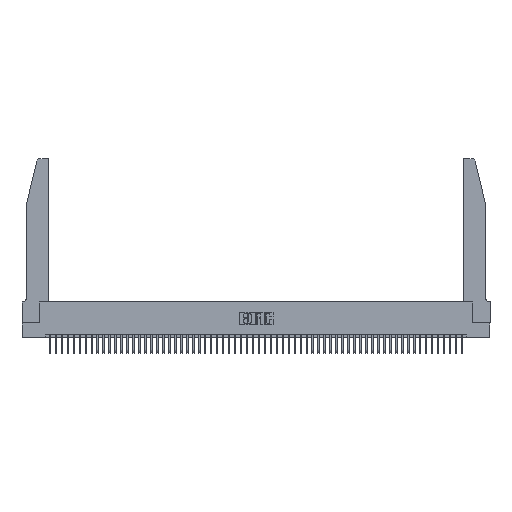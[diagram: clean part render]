
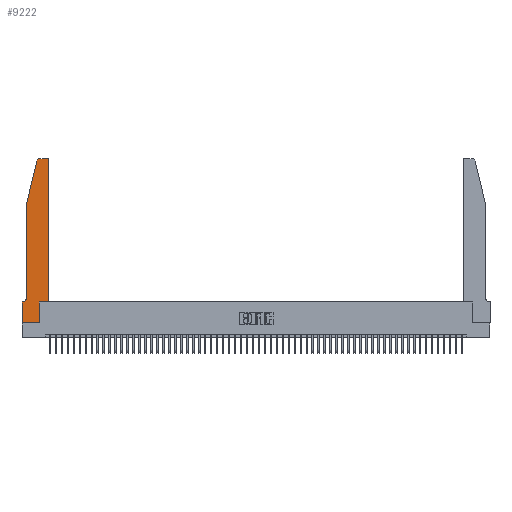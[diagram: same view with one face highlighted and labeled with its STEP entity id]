
A CAD part, top view. The second image highlights one B-rep face of the part: STEP entity #9222.
In plain terms, the highlighted planar face has unit normal (0, 0, 1).
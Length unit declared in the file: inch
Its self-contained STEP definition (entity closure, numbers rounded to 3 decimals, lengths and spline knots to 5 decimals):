
#239 = CARTESIAN_POINT ( 'NONE',  ( 0.0755, 0.35, 0.37 ) ) ;
#979 = DIRECTION ( 'NONE',  ( -0.239, -0.971, 0. ) ) ;
#1160 = CARTESIAN_POINT ( 'NONE',  ( 0.4505, 0.35, 0.37 ) ) ;
#1556 = EDGE_CURVE ( 'NONE', #8578, #33917, #39631, .T. ) ;
#1903 = ORIENTED_EDGE ( 'NONE', *, *, #24796, .T. ) ;
#2526 = DIRECTION ( 'NONE',  ( 1., 0., 0. ) ) ;
#3192 = CIRCLE ( 'NONE', #17944, 0.03 ) ;
#3476 = LINE ( 'NONE', #1160, #33984 ) ;
#4413 = DIRECTION ( 'NONE',  ( -1., 0., 0. ) ) ;
#4771 = LINE ( 'NONE', #9144, #15783 ) ;
#6110 = AXIS2_PLACEMENT_3D ( 'NONE', #13434, #42437, #17592 ) ;
#6901 = LINE ( 'NONE', #34041, #37400 ) ;
#7456 = VERTEX_POINT ( 'NONE', #8548 ) ;
#8016 = CARTESIAN_POINT ( 'NONE',  ( 0.284, 2.72, 0.37 ) ) ;
#8051 = VERTEX_POINT ( 'NONE', #49820 ) ;
#8384 = ORIENTED_EDGE ( 'NONE', *, *, #44335, .T. ) ;
#8548 = CARTESIAN_POINT ( 'NONE',  ( 0., 0.35, 0.37 ) ) ;
#8578 = VERTEX_POINT ( 'NONE', #46342 ) ;
#9033 = LINE ( 'NONE', #28538, #29808 ) ;
#9144 = CARTESIAN_POINT ( 'NONE',  ( 0.0755, 2., 0.37 ) ) ;
#9222 = ADVANCED_FACE ( 'NONE', ( #15080 ), #23183, .T. ) ;
#9644 = CARTESIAN_POINT ( 'NONE',  ( 0.4505, 0.35, 0.37 ) ) ;
#9790 = CARTESIAN_POINT ( 'NONE',  ( 0.2865, 0.35, 0.37 ) ) ;
#10092 = LINE ( 'NONE', #52576, #30869 ) ;
#10229 = CARTESIAN_POINT ( 'NONE',  ( 0.0055, 0.35, 0.37 ) ) ;
#12239 = DIRECTION ( 'NONE',  ( 1., 0., 0. ) ) ;
#13409 = EDGE_CURVE ( 'NONE', #50655, #8578, #32881, .T. ) ;
#13434 = CARTESIAN_POINT ( 'NONE',  ( 0.4205, 2.72, 0.37 ) ) ;
#14486 = VERTEX_POINT ( 'NONE', #43644 ) ;
#15080 = FACE_OUTER_BOUND ( 'NONE', #51038, .T. ) ;
#15783 = VECTOR ( 'NONE', #979, 39.37008 ) ;
#15994 = CARTESIAN_POINT ( 'NONE',  ( 0.0755, 2., 0.37 ) ) ;
#16684 = ORIENTED_EDGE ( 'NONE', *, *, #41494, .T. ) ;
#17592 = DIRECTION ( 'NONE',  ( 1., 0., 0. ) ) ;
#17944 = AXIS2_PLACEMENT_3D ( 'NONE', #8016, #37051, #12239 ) ;
#20025 = DIRECTION ( 'NONE',  ( 0., 0., -1. ) ) ;
#20706 = CARTESIAN_POINT ( 'NONE',  ( 0.2865, 0., 0.37 ) ) ;
#22324 = VECTOR ( 'NONE', #4413, 39.37008 ) ;
#22970 = LINE ( 'NONE', #24055, #41155 ) ;
#23183 = PLANE ( 'NONE',  #23616 ) ;
#23616 = AXIS2_PLACEMENT_3D ( 'NONE', #52183, #27350, #2526 ) ;
#24055 = CARTESIAN_POINT ( 'NONE',  ( 0., 0., 0.37 ) ) ;
#24796 = EDGE_CURVE ( 'NONE', #41558, #32651, #6901, .T. ) ;
#25349 = VERTEX_POINT ( 'NONE', #9644 ) ;
#27168 = AXIS2_PLACEMENT_3D ( 'NONE', #44881, #20025, #49038 ) ;
#27350 = DIRECTION ( 'NONE',  ( 0., 0., 1. ) ) ;
#27741 = DIRECTION ( 'NONE',  ( 1., 0., 0. ) ) ;
#28202 = DIRECTION ( 'NONE',  ( 0., -1., 0. ) ) ;
#28538 = CARTESIAN_POINT ( 'NONE',  ( 0.2605, 2.75, 0.37 ) ) ;
#28879 = ORIENTED_EDGE ( 'NONE', *, *, #37426, .T. ) ;
#29808 = VECTOR ( 'NONE', #41039, 39.37008 ) ;
#29956 = EDGE_CURVE ( 'NONE', #32011, #8051, #3192, .T. ) ;
#30357 = CARTESIAN_POINT ( 'NONE',  ( 0.284, 2.75, 0.37 ) ) ;
#30869 = VECTOR ( 'NONE', #27741, 39.37008 ) ;
#31124 = ORIENTED_EDGE ( 'NONE', *, *, #13409, .T. ) ;
#31136 = EDGE_CURVE ( 'NONE', #40454, #41558, #53654, .T. ) ;
#31577 = VECTOR ( 'NONE', #49196, 39.37008 ) ;
#31616 = VECTOR ( 'NONE', #40172, 39.37008 ) ;
#32011 = VERTEX_POINT ( 'NONE', #30357 ) ;
#32178 = CARTESIAN_POINT ( 'NONE',  ( 0.4205, 2.75, 0.37 ) ) ;
#32651 = VERTEX_POINT ( 'NONE', #9790 ) ;
#32881 = LINE ( 'NONE', #15994, #31577 ) ;
#33917 = VERTEX_POINT ( 'NONE', #10229 ) ;
#33984 = VECTOR ( 'NONE', #51001, 39.37008 ) ;
#34041 = CARTESIAN_POINT ( 'NONE',  ( 0.2865, 0.35, 0.37 ) ) ;
#36854 = VERTEX_POINT ( 'NONE', #32178 ) ;
#36897 = ORIENTED_EDGE ( 'NONE', *, *, #50333, .T. ) ;
#37051 = DIRECTION ( 'NONE',  ( 0., 0., 1. ) ) ;
#37400 = VECTOR ( 'NONE', #51035, 39.37008 ) ;
#37426 = EDGE_CURVE ( 'NONE', #32651, #25349, #10092, .T. ) ;
#39631 = CIRCLE ( 'NONE', #27168, 0.07 ) ;
#40172 = DIRECTION ( 'NONE',  ( 1., 0., 0. ) ) ;
#40454 = VERTEX_POINT ( 'NONE', #43091 ) ;
#41039 = DIRECTION ( 'NONE',  ( -1., 0., 0. ) ) ;
#41155 = VECTOR ( 'NONE', #28202, 39.37008 ) ;
#41494 = EDGE_CURVE ( 'NONE', #36854, #32011, #9033, .T. ) ;
#41558 = VERTEX_POINT ( 'NONE', #20706 ) ;
#42437 = DIRECTION ( 'NONE',  ( 0., 0., 1. ) ) ;
#43091 = CARTESIAN_POINT ( 'NONE',  ( 0., 0., 0.37 ) ) ;
#43591 = ORIENTED_EDGE ( 'NONE', *, *, #49572, .T. ) ;
#43644 = CARTESIAN_POINT ( 'NONE',  ( 0.4505, 2.72, 0.37 ) ) ;
#44335 = EDGE_CURVE ( 'NONE', #7456, #40454, #22970, .T. ) ;
#44347 = CARTESIAN_POINT ( 'NONE',  ( 0., 0., 0.37 ) ) ;
#44397 = LINE ( 'NONE', #239, #22324 ) ;
#44646 = EDGE_CURVE ( 'NONE', #8051, #50655, #4771, .T. ) ;
#44703 = EDGE_CURVE ( 'NONE', #25349, #14486, #3476, .T. ) ;
#44881 = CARTESIAN_POINT ( 'NONE',  ( 0.0055, 0.42, 0.37 ) ) ;
#45720 = ORIENTED_EDGE ( 'NONE', *, *, #29956, .T. ) ;
#46342 = CARTESIAN_POINT ( 'NONE',  ( 0.0755, 0.42, 0.37 ) ) ;
#47877 = ORIENTED_EDGE ( 'NONE', *, *, #31136, .T. ) ;
#48273 = ORIENTED_EDGE ( 'NONE', *, *, #44703, .T. ) ;
#49038 = DIRECTION ( 'NONE',  ( -1., 0., 0. ) ) ;
#49196 = DIRECTION ( 'NONE',  ( 0., -1., 0. ) ) ;
#49486 = ORIENTED_EDGE ( 'NONE', *, *, #44646, .T. ) ;
#49572 = EDGE_CURVE ( 'NONE', #33917, #7456, #44397, .T. ) ;
#49820 = CARTESIAN_POINT ( 'NONE',  ( 0.25487, 2.72718, 0.37 ) ) ;
#50213 = CIRCLE ( 'NONE', #6110, 0.03 ) ;
#50333 = EDGE_CURVE ( 'NONE', #14486, #36854, #50213, .T. ) ;
#50655 = VERTEX_POINT ( 'NONE', #52700 ) ;
#51001 = DIRECTION ( 'NONE',  ( 0., 1., 0. ) ) ;
#51035 = DIRECTION ( 'NONE',  ( 0., 1., 0. ) ) ;
#51038 = EDGE_LOOP ( 'NONE', ( #16684, #45720, #49486, #31124, #51215, #43591, #8384, #47877, #1903, #28879, #48273, #36897 ) ) ;
#51215 = ORIENTED_EDGE ( 'NONE', *, *, #1556, .T. ) ;
#52183 = CARTESIAN_POINT ( 'NONE',  ( 0., 0.35, 0.37 ) ) ;
#52576 = CARTESIAN_POINT ( 'NONE',  ( 0.4505, 0.35, 0.37 ) ) ;
#52700 = CARTESIAN_POINT ( 'NONE',  ( 0.0755, 2., 0.37 ) ) ;
#53654 = LINE ( 'NONE', #44347, #31616 ) ;
